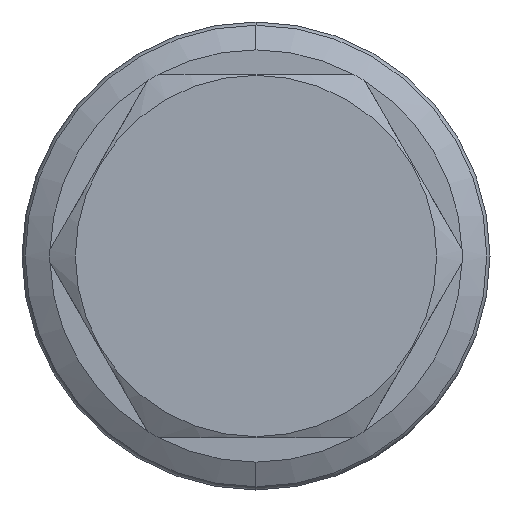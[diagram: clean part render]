
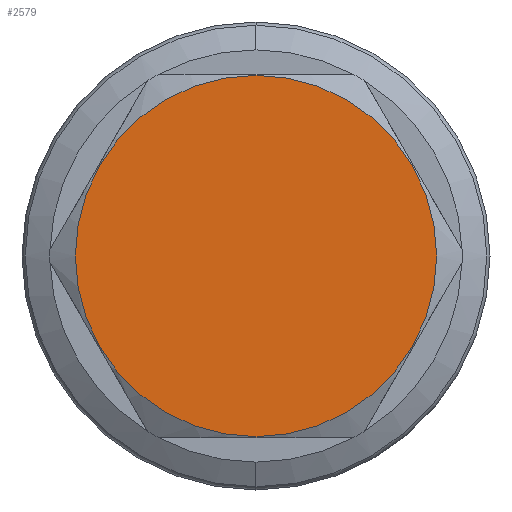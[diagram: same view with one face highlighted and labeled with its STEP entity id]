
A CAD part, left-side view. The second image highlights one B-rep face of the part: STEP entity #2579.
In plain terms, the highlighted planar face has unit normal (-1, 0, 0).
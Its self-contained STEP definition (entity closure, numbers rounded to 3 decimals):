
#2579 = ADVANCED_FACE ( 'NONE', ( #21661 ), #19141, .F. ) ;
#3327 = DIRECTION ( 'NONE',  ( 0., 0., 1. ) ) ;
#5122 = VERTEX_POINT ( 'NONE', #15129 ) ;
#6098 = DIRECTION ( 'NONE',  ( -1., 0., 0. ) ) ;
#9776 = EDGE_CURVE ( 'NONE', #5122, #26766, #19060, .T. ) ;
#10833 = DIRECTION ( 'NONE',  ( -1., 0., 0. ) ) ;
#11558 = DIRECTION ( 'NONE',  ( 1., 0., 0. ) ) ;
#14339 = EDGE_CURVE ( 'NONE', #26766, #5122, #26997, .T. ) ;
#15129 = CARTESIAN_POINT ( 'NONE',  ( 0., 0., 20.5 ) ) ;
#18199 = CARTESIAN_POINT ( 'NONE',  ( 0., 0., 0. ) ) ;
#19060 = CIRCLE ( 'NONE', #30654, 20.5 ) ;
#19141 = PLANE ( 'NONE',  #26125 ) ;
#21301 = DIRECTION ( 'NONE',  ( 0., 0., 1. ) ) ;
#21547 = DIRECTION ( 'NONE',  ( 0., 0., -1. ) ) ;
#21661 = FACE_OUTER_BOUND ( 'NONE', #30157, .T. ) ;
#22831 = CARTESIAN_POINT ( 'NONE',  ( 0., 0., -20.5 ) ) ;
#23668 = CARTESIAN_POINT ( 'NONE',  ( 0., 0., 0. ) ) ;
#24298 = AXIS2_PLACEMENT_3D ( 'NONE', #23668, #6098, #21301 ) ;
#24594 = ORIENTED_EDGE ( 'NONE', *, *, #9776, .T. ) ;
#26046 = ORIENTED_EDGE ( 'NONE', *, *, #14339, .T. ) ;
#26125 = AXIS2_PLACEMENT_3D ( 'NONE', #26364, #11558, #21547 ) ;
#26364 = CARTESIAN_POINT ( 'NONE',  ( 0., 35.68, 20.6 ) ) ;
#26766 = VERTEX_POINT ( 'NONE', #22831 ) ;
#26997 = CIRCLE ( 'NONE', #24298, 20.5 ) ;
#30157 = EDGE_LOOP ( 'NONE', ( #26046, #24594 ) ) ;
#30654 = AXIS2_PLACEMENT_3D ( 'NONE', #18199, #10833, #3327 ) ;
